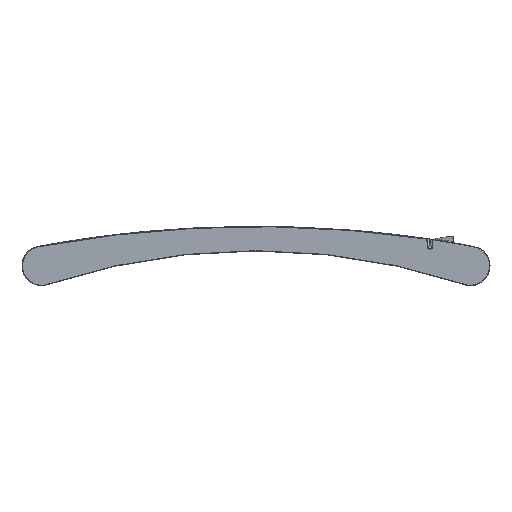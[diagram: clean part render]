
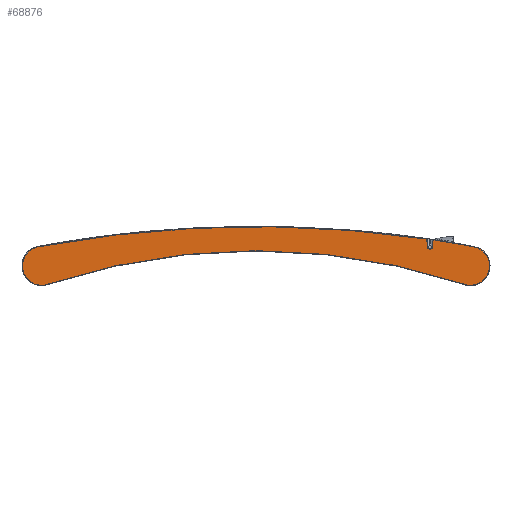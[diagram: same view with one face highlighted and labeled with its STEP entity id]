
A CAD part, left-side view. The second image highlights one B-rep face of the part: STEP entity #68876.
In plain terms, the highlighted planar face has unit normal (-1, 0, 0).
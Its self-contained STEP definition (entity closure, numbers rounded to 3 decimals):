
#19659=DIRECTION('',(0.,0.035,-0.999));
#19660=VECTOR('',#19659,3.312);
#19661=CARTESIAN_POINT('',(-25.2,-80.115,-4.145));
#19662=LINE('',#19661,#19660);
#19666=CARTESIAN_POINT('',(-25.2,9.4,-599.251));
#19667=DIRECTION('',(-1.,0.,0.));
#19668=DIRECTION('',(0.,-0.183,0.983));
#19669=AXIS2_PLACEMENT_3D('',#19666,#19667,#19668);
#19674=CARTESIAN_POINT('',(-25.2,-98.98,-17.256));
#19675=DIRECTION('',(-1.,0.,0.));
#19676=DIRECTION('',(0.,-0.244,-0.97));
#19677=AXIS2_PLACEMENT_3D('',#19674,#19675,#19676);
#19682=CARTESIAN_POINT('',(-25.2,-98.98,-17.256));
#19683=DIRECTION('',(-1.,0.,0.));
#19684=DIRECTION('',(0.,0.315,-0.949));
#19685=AXIS2_PLACEMENT_3D('',#19682,#19683,#19684);
#19690=CARTESIAN_POINT('',(-25.2,9.4,-343.948));
#19691=DIRECTION('',(1.,0.,0.));
#19692=DIRECTION('',(0.,0.315,0.949));
#19693=AXIS2_PLACEMENT_3D('',#19690,#19691,#19692);
#19698=CARTESIAN_POINT('',(-25.2,117.78,-17.256));
#19699=DIRECTION('',(-1.,0.,0.));
#19700=DIRECTION('',(0.,0.687,0.726));
#19701=AXIS2_PLACEMENT_3D('',#19698,#19699,#19700);
#19706=CARTESIAN_POINT('',(-25.2,117.78,-17.256));
#19707=DIRECTION('',(-1.,0.,0.));
#19708=DIRECTION('',(0.,0.183,0.983));
#19709=AXIS2_PLACEMENT_3D('',#19706,#19707,#19708);
#19714=CARTESIAN_POINT('',(-25.2,9.4,-599.251));
#19715=DIRECTION('',(-1.,0.,0.));
#19716=DIRECTION('',(0.,-0.144,0.99));
#19717=AXIS2_PLACEMENT_3D('',#19714,#19715,#19716);
#19722=DIRECTION('',(0.,0.035,0.999));
#19723=VECTOR('',#19722,3.762);
#19724=CARTESIAN_POINT('',(-25.2,-77.201,-7.455));
#19725=LINE('',#19724,#19723);
#19729=CARTESIAN_POINT('',(-25.2,-78.6,-7.406));
#19730=DIRECTION('',(1.,0.,0.));
#19731=DIRECTION('',(0.,0.,-1.));
#19732=AXIS2_PLACEMENT_3D('',#19729,#19730,#19731);
#19737=CARTESIAN_POINT('',(-25.2,-78.6,-7.406));
#19738=DIRECTION('',(1.,0.,0.));
#19739=DIRECTION('',(0.,-0.999,-0.035));
#19740=AXIS2_PLACEMENT_3D('',#19737,#19738,#19739);
#45542=CARTESIAN_POINT('',(-25.2,-95.894,-26.558));
#45544=VERTEX_POINT('',#45542);
#45546=CARTESIAN_POINT('',(-25.2,114.694,-26.558));
#45547=VERTEX_POINT('',#45546);
#45550=CARTESIAN_POINT('',(-25.2,-79.999,-7.455));
#45552=VERTEX_POINT('',#45550);
#45556=CARTESIAN_POINT('',(-25.2,-77.201,-7.455));
#45557=VERTEX_POINT('',#45556);
#45558=CARTESIAN_POINT('',(-25.2,-78.6,-8.806));
#45559=VERTEX_POINT('',#45558);
#45591=CARTESIAN_POINT('',(-25.2,-80.115,-4.145));
#45593=VERTEX_POINT('',#45591);
#45596=CARTESIAN_POINT('',(-25.2,-77.07,-3.695));
#45597=VERTEX_POINT('',#45596);
#47107=CARTESIAN_POINT('',(-25.2,-100.774,-7.622));
#47109=VERTEX_POINT('',#47107);
#47111=CARTESIAN_POINT('',(-25.2,-101.367,-26.761));
#47112=VERTEX_POINT('',#47111);
#47115=CARTESIAN_POINT('',(-25.2,124.515,-10.137));
#47116=VERTEX_POINT('',#47115);
#47117=CARTESIAN_POINT('',(-25.2,119.574,-7.622));
#47118=VERTEX_POINT('',#47117);
#68852=CARTESIAN_POINT('',(-25.2,-98.98,-17.256));
#68853=DIRECTION('',(1.,0.,0.));
#68854=DIRECTION('',(0.,0.,-1.));
#68855=AXIS2_PLACEMENT_3D('',#68852,#68853,#68854);
#68856=PLANE('',#68855);
#68857=ORIENTED_EDGE('',*,*,#68738,.F.);
#68858=ORIENTED_EDGE('',*,*,#68843,.F.);
#68860=ORIENTED_EDGE('',*,*,#68859,.F.);
#68862=ORIENTED_EDGE('',*,*,#68861,.F.);
#68864=ORIENTED_EDGE('',*,*,#68863,.F.);
#68866=ORIENTED_EDGE('',*,*,#68865,.F.);
#68868=ORIENTED_EDGE('',*,*,#68867,.F.);
#68870=ORIENTED_EDGE('',*,*,#68869,.F.);
#68871=ORIENTED_EDGE('',*,*,#68706,.F.);
#68872=ORIENTED_EDGE('',*,*,#68723,.F.);
#68873=ORIENTED_EDGE('',*,*,#68721,.F.);
#68874=EDGE_LOOP('',(#68857,#68858,#68860,#68862,#68864,#68866,#68868,#68870,
#68871,#68872,#68873));
#68875=FACE_OUTER_BOUND('',#68874,.F.);
#19670=CIRCLE('',#19669,601.8);
#19678=CIRCLE('',#19677,9.8);
#19686=CIRCLE('',#19685,9.8);
#19694=CIRCLE('',#19693,334.4);
#19702=CIRCLE('',#19701,9.8);
#19710=CIRCLE('',#19709,9.8);
#19718=CIRCLE('',#19717,601.8);
#19733=CIRCLE('',#19732,1.4);
#19741=CIRCLE('',#19740,1.4);
#68706=EDGE_CURVE('',#45557,#45597,#19725,.T.);
#68721=EDGE_CURVE('',#45552,#45559,#19741,.T.);
#68723=EDGE_CURVE('',#45559,#45557,#19733,.T.);
#68738=EDGE_CURVE('',#45593,#45552,#19662,.T.);
#68843=EDGE_CURVE('',#47109,#45593,#19670,.T.);
#68859=EDGE_CURVE('',#47112,#47109,#19678,.T.);
#68861=EDGE_CURVE('',#45544,#47112,#19686,.T.);
#68863=EDGE_CURVE('',#45547,#45544,#19694,.T.);
#68865=EDGE_CURVE('',#47116,#45547,#19702,.T.);
#68867=EDGE_CURVE('',#47118,#47116,#19710,.T.);
#68869=EDGE_CURVE('',#45597,#47118,#19718,.T.);
#68876=ADVANCED_FACE('',(#68875),#68856,.F.);
